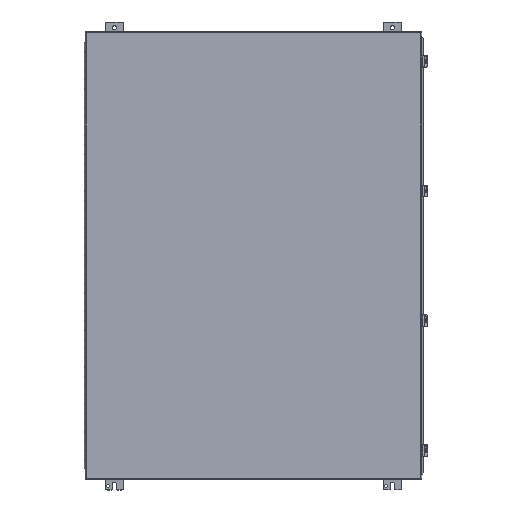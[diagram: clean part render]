
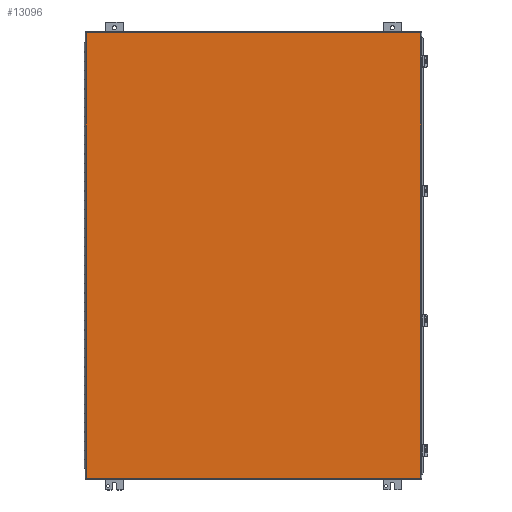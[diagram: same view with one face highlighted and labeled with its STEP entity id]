
A CAD part, top view. The second image highlights one B-rep face of the part: STEP entity #13096.
In plain terms, the highlighted planar face has unit normal (0, 0, 1).
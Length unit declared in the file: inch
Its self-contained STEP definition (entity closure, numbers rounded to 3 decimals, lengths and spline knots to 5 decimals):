
#506=PLANE('',#14251);
#1093=FACE_OUTER_BOUND('',#1884,.T.);
#1884=EDGE_LOOP('',(#9395,#9396,#9397,#9398));
#2732=LINE('',#20612,#4007);
#2754=LINE('',#20762,#4029);
#2780=LINE('',#20822,#4055);
#2781=LINE('',#20826,#4056);
#4007=VECTOR('',#16071,0.3937);
#4029=VECTOR('',#16109,0.3937);
#4055=VECTOR('',#16179,0.3937);
#4056=VECTOR('',#16186,0.3937);
#5715=VERTEX_POINT('',#20412);
#5740=VERTEX_POINT('',#20543);
#5750=VERTEX_POINT('',#20611);
#5752=VERTEX_POINT('',#20702);
#7027=EDGE_CURVE('',#5750,#5740,#2732,.T.);
#7054=EDGE_CURVE('',#5715,#5752,#2754,.T.);
#7084=EDGE_CURVE('',#5740,#5715,#2780,.T.);
#7085=EDGE_CURVE('',#5752,#5750,#2781,.T.);
#9395=ORIENTED_EDGE('',*,*,#7084,.T.);
#9396=ORIENTED_EDGE('',*,*,#7054,.T.);
#9397=ORIENTED_EDGE('',*,*,#7085,.T.);
#9398=ORIENTED_EDGE('',*,*,#7027,.T.);
#13096=ADVANCED_FACE('',(#1093),#506,.T.);
#14251=AXIS2_PLACEMENT_3D('',#20828,#16189,#16190);
#16071=DIRECTION('',(0.,-1.,0.));
#16109=DIRECTION('',(0.,1.,0.));
#16179=DIRECTION('',(1.,0.,0.));
#16186=DIRECTION('',(-1.,0.,0.));
#16189=DIRECTION('center_axis',(0.,0.,1.));
#16190=DIRECTION('ref_axis',(1.,0.,0.));
#20412=CARTESIAN_POINT('',(36.2204,0.0896,0.074));
#20543=CARTESIAN_POINT('',(0.0896,0.0896,0.074));
#20611=CARTESIAN_POINT('',(0.0896,48.2204,0.074));
#20612=CARTESIAN_POINT('',(0.0896,36.1877,0.074));
#20702=CARTESIAN_POINT('',(36.2204,48.2204,0.074));
#20762=CARTESIAN_POINT('',(36.2204,12.1223,0.074));
#20822=CARTESIAN_POINT('',(9.1223,0.0896,0.074));
#20826=CARTESIAN_POINT('',(27.1877,48.2204,0.074));
#20828=CARTESIAN_POINT('Origin',(18.155,24.155,0.074));
